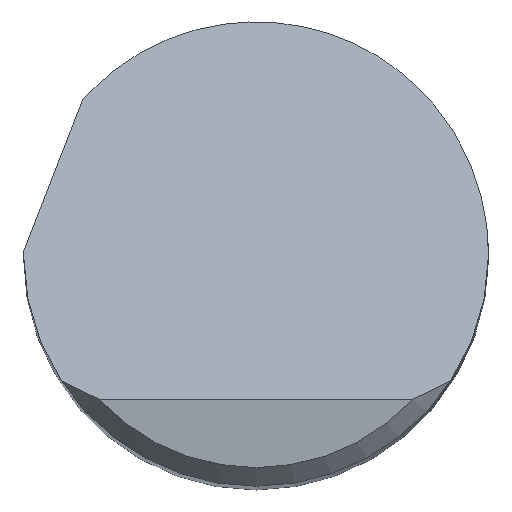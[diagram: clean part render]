
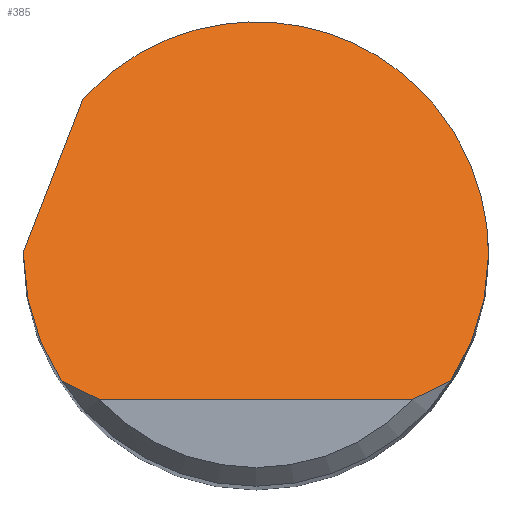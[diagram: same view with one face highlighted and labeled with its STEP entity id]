
A CAD part, top view. The second image highlights one B-rep face of the part: STEP entity #385.
In plain terms, the highlighted planar face has unit normal (0, 0.707, 0.707).
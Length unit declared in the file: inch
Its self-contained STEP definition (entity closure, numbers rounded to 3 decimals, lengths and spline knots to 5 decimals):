
#24 = CARTESIAN_POINT ( 'NONE',  ( 0.12629, -0.1175, 2. ) ) ;
#35 =( BOUNDED_CURVE ( )  B_SPLINE_CURVE ( 3, ( #581, #122, #831, #65 ),
 .UNSPECIFIED., .F., .T. ) 
 B_SPLINE_CURVE_WITH_KNOTS ( ( 4, 4 ),
 ( 4.71239, 4.72306 ),
 .UNSPECIFIED. ) 
 CURVE ( )  GEOMETRIC_REPRESENTATION_ITEM ( )  RATIONAL_B_SPLINE_CURVE ( ( 1., 1., 1., 1. ) ) 
 REPRESENTATION_ITEM ( '' )  );
#41 = CARTESIAN_POINT ( 'NONE',  ( 0.1875, 0.20437, 1.67813 ) ) ;
#46 = EDGE_CURVE ( 'NONE', #739, #569, #767, .T. ) ;
#47 = ORIENTED_EDGE ( 'NONE', *, *, #723, .T. ) ;
#62 = CARTESIAN_POINT ( 'NONE',  ( 0.12629, -0.1175, 2. ) ) ;
#65 = CARTESIAN_POINT ( 'NONE',  ( -0.18749, 0.002, 1.8805 ) ) ;
#67 = CARTESIAN_POINT ( 'NONE',  ( 0.1875, 0., 1.8825 ) ) ;
#92 = CARTESIAN_POINT ( 'NONE',  ( 0.157, -0.1025, 1.985 ) ) ;
#98 = CARTESIAN_POINT ( 'NONE',  ( -0.1875, 0., 1.8825 ) ) ;
#103 = CARTESIAN_POINT ( 'NONE',  ( 0.1875, 0., 1.8825 ) ) ;
#108 = CARTESIAN_POINT ( 'NONE',  ( -0.157, -0.1025, 1.985 ) ) ;
#113 = CARTESIAN_POINT ( 'NONE',  ( -0.12629, -0.1175, 2. ) ) ;
#122 = CARTESIAN_POINT ( 'NONE',  ( -0.1875, 0.00067, 1.88183 ) ) ;
#130 = ORIENTED_EDGE ( 'NONE', *, *, #620, .F. ) ;
#136 = CARTESIAN_POINT ( 'NONE',  ( -0.18749, 0.002, 1.8805 ) ) ;
#147 =( BOUNDED_CURVE ( )  B_SPLINE_CURVE ( 3, ( #717, #393, #652, #228 ),
 .UNSPECIFIED., .F., .T. ) 
 B_SPLINE_CURVE_WITH_KNOTS ( ( 4, 4 ),
 ( 4.13401, 4.71239 ),
 .UNSPECIFIED. ) 
 CURVE ( )  GEOMETRIC_REPRESENTATION_ITEM ( )  RATIONAL_B_SPLINE_CURVE ( ( 1., 0.972, 0.972, 1. ) ) 
 REPRESENTATION_ITEM ( '' )  );
#170 = DIRECTION ( 'NONE',  ( 0., 0.707, -0.707 ) ) ;
#181 = EDGE_CURVE ( 'NONE', #296, #530, #243, .T. ) ;
#185 = LINE ( 'NONE', #645, #381 ) ;
#195 = CARTESIAN_POINT ( 'NONE',  ( 0.157, -0.1025, 1.985 ) ) ;
#228 = CARTESIAN_POINT ( 'NONE',  ( -0.1875, 0., 1.8825 ) ) ;
#241 = CARTESIAN_POINT ( 'NONE',  ( -0.12629, -0.1175, 2. ) ) ;
#243 =( BOUNDED_CURVE ( )  B_SPLINE_CURVE ( 3, ( #67, #647, #411, #92 ),
 .UNSPECIFIED., .F., .T. ) 
 B_SPLINE_CURVE_WITH_KNOTS ( ( 4, 4 ),
 ( 1.5708, 2.14917 ),
 .UNSPECIFIED. ) 
 CURVE ( )  GEOMETRIC_REPRESENTATION_ITEM ( )  RATIONAL_B_SPLINE_CURVE ( ( 1., 0.972, 0.972, 1. ) ) 
 REPRESENTATION_ITEM ( '' )  );
#270 = B_SPLINE_CURVE_WITH_KNOTS ( 'NONE', 3,
 ( #439, #694, #629, #113 ),
 .UNSPECIFIED., .F., .F.,
 ( 4, 4 ),
 ( 0., 0.00095 ),
 .UNSPECIFIED. ) ;
#284 = ORIENTED_EDGE ( 'NONE', *, *, #358, .F. ) ;
#288 = ORIENTED_EDGE ( 'NONE', *, *, #492, .F. ) ;
#290 = FACE_OUTER_BOUND ( 'NONE', #420, .T. ) ;
#296 = VERTEX_POINT ( 'NONE', #103 ) ;
#310 = CARTESIAN_POINT ( 'NONE',  ( 0.14711, -0.10785, 1.99035 ) ) ;
#318 = CARTESIAN_POINT ( 'NONE',  ( 0.1369, -0.11288, 1.99538 ) ) ;
#323 = ORIENTED_EDGE ( 'NONE', *, *, #46, .T. ) ;
#344 = VERTEX_POINT ( 'NONE', #108 ) ;
#352 = VECTOR ( 'NONE', #698, 39.37008 ) ;
#353 = CARTESIAN_POINT ( 'NONE',  ( -0.13971, 0.12505, 1.75745 ) ) ;
#358 = EDGE_CURVE ( 'NONE', #760, #296, #756, .T. ) ;
#367 = CARTESIAN_POINT ( 'NONE',  ( 0.1875, 0., 1.8825 ) ) ;
#381 = VECTOR ( 'NONE', #714, 39.37008 ) ;
#385 = ADVANCED_FACE ( 'NONE', ( #290 ), #686, .F. ) ;
#393 = CARTESIAN_POINT ( 'NONE',  ( -0.17704, -0.0718, 1.9543 ) ) ;
#410 = CARTESIAN_POINT ( 'NONE',  ( -0.13971, 0.12505, 1.75745 ) ) ;
#411 = CARTESIAN_POINT ( 'NONE',  ( 0.17704, -0.0718, 1.9543 ) ) ;
#420 = EDGE_LOOP ( 'NONE', ( #323, #506, #446, #284, #288, #443, #130, #47 ) ) ;
#434 = EDGE_CURVE ( 'NONE', #674, #794, #35, .T. ) ;
#439 = CARTESIAN_POINT ( 'NONE',  ( -0.157, -0.1025, 1.985 ) ) ;
#443 = ORIENTED_EDGE ( 'NONE', *, *, #434, .F. ) ;
#446 = ORIENTED_EDGE ( 'NONE', *, *, #181, .F. ) ;
#463 = EDGE_CURVE ( 'NONE', #569, #530, #477, .T. ) ;
#477 = B_SPLINE_CURVE_WITH_KNOTS ( 'NONE', 3,
 ( #62, #318, #310, #195 ),
 .UNSPECIFIED., .F., .F.,
 ( 4, 4 ),
 ( 0., 0.00095 ),
 .UNSPECIFIED. ) ;
#492 = EDGE_CURVE ( 'NONE', #794, #760, #185, .T. ) ;
#494 = CARTESIAN_POINT ( 'NONE',  ( -0.00341, 0.27733, 1.60517 ) ) ;
#499 = DIRECTION ( 'NONE',  ( 0., -0.707, -0.707 ) ) ;
#506 = ORIENTED_EDGE ( 'NONE', *, *, #463, .T. ) ;
#530 = VERTEX_POINT ( 'NONE', #601 ) ;
#569 = VERTEX_POINT ( 'NONE', #24 ) ;
#581 = CARTESIAN_POINT ( 'NONE',  ( -0.1875, 0., 1.8825 ) ) ;
#601 = CARTESIAN_POINT ( 'NONE',  ( 0.157, -0.1025, 1.985 ) ) ;
#620 = EDGE_CURVE ( 'NONE', #344, #674, #147, .T. ) ;
#622 = CARTESIAN_POINT ( 'NONE',  ( -0.1875, -0.1175, 2. ) ) ;
#629 = CARTESIAN_POINT ( 'NONE',  ( -0.1369, -0.11288, 1.99538 ) ) ;
#645 = CARTESIAN_POINT ( 'NONE',  ( -0.23064, -0.10912, 1.99162 ) ) ;
#647 = CARTESIAN_POINT ( 'NONE',  ( 0.1875, -0.03666, 1.91916 ) ) ;
#652 = CARTESIAN_POINT ( 'NONE',  ( -0.1875, -0.03666, 1.91916 ) ) ;
#674 = VERTEX_POINT ( 'NONE', #98 ) ;
#686 = PLANE ( 'NONE',  #802 ) ;
#688 = CARTESIAN_POINT ( 'NONE',  ( 0., -0.1175, 2. ) ) ;
#694 = CARTESIAN_POINT ( 'NONE',  ( -0.14711, -0.10785, 1.99035 ) ) ;
#698 = DIRECTION ( 'NONE',  ( 1., 0., 0. ) ) ;
#714 = DIRECTION ( 'NONE',  ( 0.265, 0.682, -0.682 ) ) ;
#717 = CARTESIAN_POINT ( 'NONE',  ( -0.157, -0.1025, 1.985 ) ) ;
#723 = EDGE_CURVE ( 'NONE', #344, #739, #270, .T. ) ;
#739 = VERTEX_POINT ( 'NONE', #241 ) ;
#756 =( BOUNDED_CURVE ( )  B_SPLINE_CURVE ( 3, ( #353, #494, #41, #367 ),
 .UNSPECIFIED., .F., .T. ) 
 B_SPLINE_CURVE_WITH_KNOTS ( ( 4, 4 ),
 ( 5.44247, 7.85398 ),
 .UNSPECIFIED. ) 
 CURVE ( )  GEOMETRIC_REPRESENTATION_ITEM ( )  RATIONAL_B_SPLINE_CURVE ( ( 1., 0.571, 0.571, 1. ) ) 
 REPRESENTATION_ITEM ( '' )  );
#760 = VERTEX_POINT ( 'NONE', #410 ) ;
#767 = LINE ( 'NONE', #688, #352 ) ;
#794 = VERTEX_POINT ( 'NONE', #136 ) ;
#802 = AXIS2_PLACEMENT_3D ( 'NONE', #622, #499, #170 ) ;
#831 = CARTESIAN_POINT ( 'NONE',  ( -0.1875, 0.00133, 1.88117 ) ) ;
